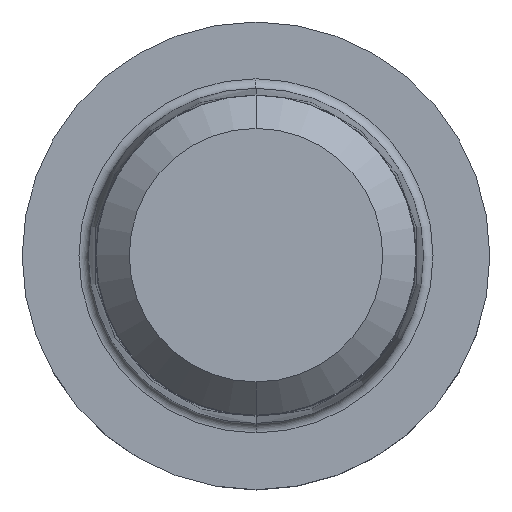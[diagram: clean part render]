
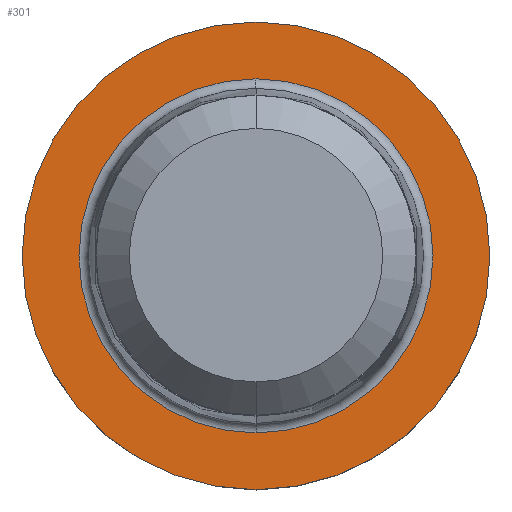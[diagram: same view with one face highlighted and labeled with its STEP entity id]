
A CAD part, top view. The second image highlights one B-rep face of the part: STEP entity #301.
In plain terms, the highlighted planar face has unit normal (0, 0, 1).
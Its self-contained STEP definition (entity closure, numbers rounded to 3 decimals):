
#197=VERTEX_POINT('',#517);
#299=EDGE_CURVE('',#469,#331,#635,.T.);
#301=ADVANCED_FACE('',(#637,#638),#639,.T.);
#331=VERTEX_POINT('',#675);
#415=VERTEX_POINT('',#772);
#425=EDGE_CURVE('',#197,#415,#783,.T.);
#445=EDGE_CURVE('',#415,#197,#804,.T.);
#449=EDGE_CURVE('',#331,#469,#808,.T.);
#469=VERTEX_POINT('',#828);
#517=CARTESIAN_POINT('',(0.0,7.42,0.01));
#635=CIRCLE('',#1018,9.8);
#637=FACE_OUTER_BOUND('',#1020,.T.);
#638=FACE_BOUND('',#1021,.T.);
#639=PLANE('',#1022);
#675=CARTESIAN_POINT('',(0.,-9.8,0.01));
#772=CARTESIAN_POINT('',(0.,-7.42,0.01));
#783=CIRCLE('',#1209,7.42);
#804=CIRCLE('',#1238,7.42);
#808=CIRCLE('',#1244,9.8);
#828=CARTESIAN_POINT('',(0.0,9.8,0.01));
#1018=AXIS2_PLACEMENT_3D('',#1471,#1472,#1473);
#1020=EDGE_LOOP('',(#1475,#1476));
#1021=EDGE_LOOP('',(#1477,#1478));
#1022=AXIS2_PLACEMENT_3D('',#1479,#1480,#1481);
#1209=AXIS2_PLACEMENT_3D('',#1683,#1684,#1685);
#1238=AXIS2_PLACEMENT_3D('',#1700,#1701,#1702);
#1244=AXIS2_PLACEMENT_3D('',#1706,#1707,#1708);
#1471=CARTESIAN_POINT('',(0.0,0.0,0.01));
#1472=DIRECTION('',(0.0,0.0,-1.0));
#1473=DIRECTION('',(0.0,1.0,0.0));
#1475=ORIENTED_EDGE('',*,*,#299,.F.);
#1476=ORIENTED_EDGE('',*,*,#449,.F.);
#1477=ORIENTED_EDGE('',*,*,#425,.T.);
#1478=ORIENTED_EDGE('',*,*,#445,.T.);
#1479=CARTESIAN_POINT('',(0.0,4.9,0.01));
#1480=DIRECTION('',(-0.0,0.0,1.0));
#1481=DIRECTION('',(0.0,-1.0,0.0));
#1683=CARTESIAN_POINT('',(0.0,0.0,0.01));
#1684=DIRECTION('',(0.0,0.0,-1.0));
#1685=DIRECTION('',(0.0,1.0,0.0));
#1700=CARTESIAN_POINT('',(0.0,0.0,0.01));
#1701=DIRECTION('',(0.0,0.0,-1.0));
#1702=DIRECTION('',(0.0,1.0,0.0));
#1706=CARTESIAN_POINT('',(0.0,0.0,0.01));
#1707=DIRECTION('',(0.0,0.0,-1.0));
#1708=DIRECTION('',(0.0,1.0,0.0));
